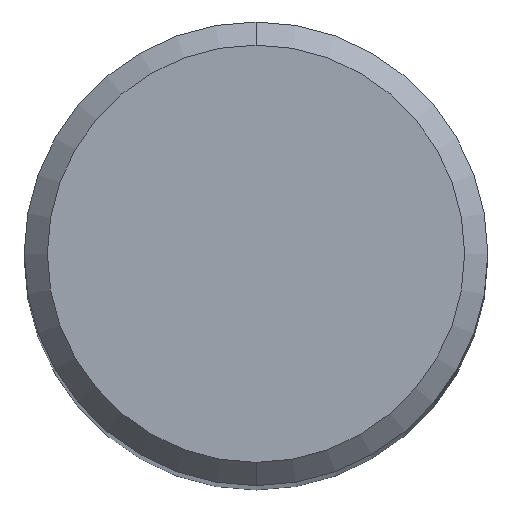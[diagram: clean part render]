
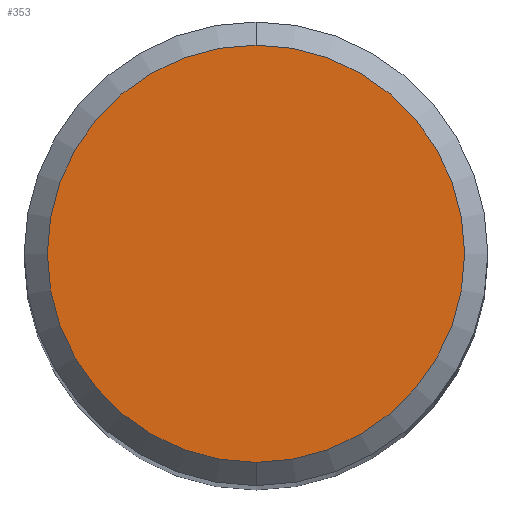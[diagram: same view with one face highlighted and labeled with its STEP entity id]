
A CAD part, top view. The second image highlights one B-rep face of the part: STEP entity #353.
In plain terms, the highlighted planar face has unit normal (0, 0, 1).
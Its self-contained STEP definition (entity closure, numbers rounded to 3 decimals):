
#179=VERTEX_POINT('',#486);
#305=EDGE_CURVE('',#417,#179,#627,.T.);
#353=ADVANCED_FACE('',(#677),#678,.T.);
#417=VERTEX_POINT('',#751);
#421=EDGE_CURVE('',#179,#417,#755,.T.);
#486=CARTESIAN_POINT('',(0.0,3.6,0.0));
#627=CIRCLE('',#1079,3.6);
#677=FACE_OUTER_BOUND('',#1232,.T.);
#678=PLANE('',#1233);
#751=CARTESIAN_POINT('',(0.,-3.6,0.0));
#755=CIRCLE('',#1397,3.6);
#1079=AXIS2_PLACEMENT_3D('',#1644,#1645,#1646);
#1232=EDGE_LOOP('',(#1677,#1678));
#1233=AXIS2_PLACEMENT_3D('',#1679,#1680,#1681);
#1397=AXIS2_PLACEMENT_3D('',#1777,#1778,#1779);
#1644=CARTESIAN_POINT('',(0.0,0.0,0.0));
#1645=DIRECTION('',(0.0,0.0,-1.0));
#1646=DIRECTION('',(0.0,1.0,0.0));
#1677=ORIENTED_EDGE('',*,*,#421,.F.);
#1678=ORIENTED_EDGE('',*,*,#305,.F.);
#1679=CARTESIAN_POINT('',(0.0,1.8,0.0));
#1680=DIRECTION('',(-0.0,0.0,1.0));
#1681=DIRECTION('',(0.0,-1.0,0.0));
#1777=CARTESIAN_POINT('',(0.0,0.0,0.0));
#1778=DIRECTION('',(0.0,0.0,-1.0));
#1779=DIRECTION('',(0.0,1.0,0.0));
